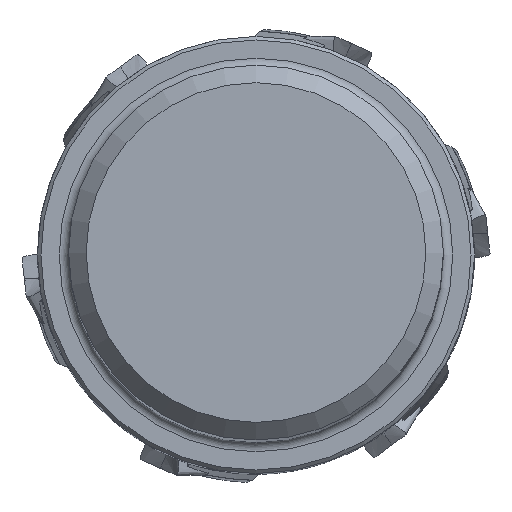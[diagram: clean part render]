
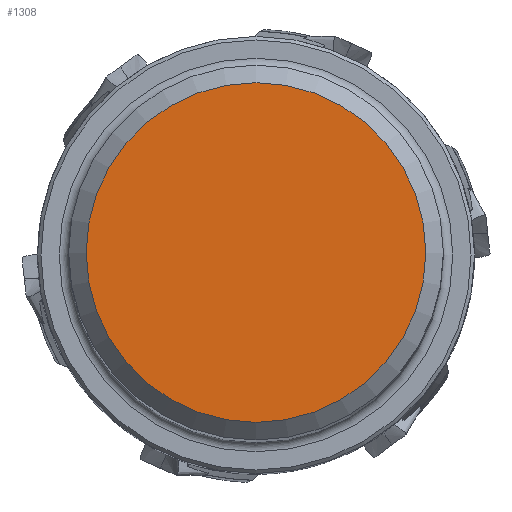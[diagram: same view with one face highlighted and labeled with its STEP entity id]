
A CAD part, top view. The second image highlights one B-rep face of the part: STEP entity #1308.
In plain terms, the highlighted planar face has unit normal (0, 0, 1).
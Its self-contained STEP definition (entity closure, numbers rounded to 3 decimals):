
#493=FACE_OUTER_BOUND('',#3147,.T.);
#1308=ADVANCED_FACE('CU_SU3',(#493),#1693,.F.);
#1693=PLANE('',#8503);
#3147=EDGE_LOOP('',(#4077));
#4077=ORIENTED_EDGE('',*,*,#7108,.F.);
#6222=VERTEX_POINT('',#13275);
#7108=EDGE_CURVE('',#6222,#6222,#8014,.T.);
#8014=CIRCLE('',#8502,14.5);
#8502=AXIS2_PLACEMENT_3D('',#13274,#9743,#9744);
#8503=AXIS2_PLACEMENT_3D('',#13276,#9745,#9746);
#9743=DIRECTION('',(0.,0.,-1.));
#9744=DIRECTION('',(-1.,0.,0.));
#9745=DIRECTION('',(0.,0.,-1.));
#9746=DIRECTION('',(-1.,0.,0.));
#13274=CARTESIAN_POINT('',(0.,0.,0.));
#13275=CARTESIAN_POINT('',(-14.5,0.,0.));
#13276=CARTESIAN_POINT('',(0.,0.,0.));
